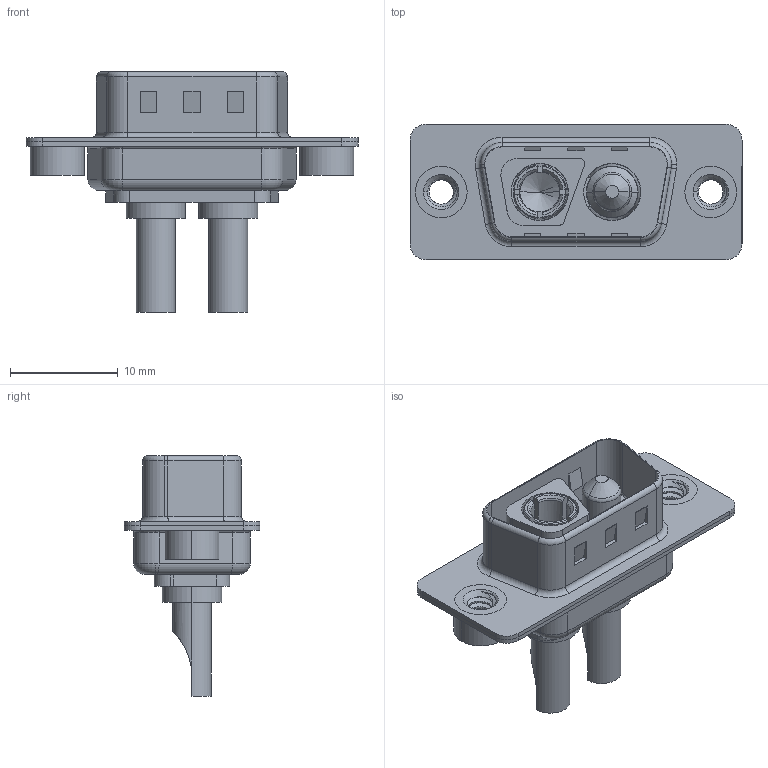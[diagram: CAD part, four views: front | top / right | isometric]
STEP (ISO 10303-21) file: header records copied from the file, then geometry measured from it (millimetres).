
FILE_DESCRIPTION (( 'STEP AP203' ), '1' );
FILE_NAME ('627-2WK2622-2N2.STEP', '2019-05-24T03:13:41', ( '' ), ( '' ), 'SwSTEP 2.0', 'SolidWorks 2016', '' );
FILE_SCHEMA (( 'CONFIG_CONTROL_DESIGN' ));
Length unit declared in the file: millimetre
Products named in the file (7): 627Combo Shell Front_09 Contacts; 627Combo Threaded Rivet_2; Power Socket_20A SC; Power Pin_20A SC; 627-2WK2622-2N2; 627Combo Housing_2WK2; 627Combo Shell Rear_09 Contacts
Assembly tree (7 placements, depth 2):
  627-2WK2622-2N2
    627Combo Housing_2WK2
    627Combo Shell Rear_09 Contacts
    627Combo Shell Front_09 Contacts
    627Combo Threaded Rivet_2  x2
    Power Socket_20A SC
    Power Pin_20A SC
Bounding box: 30.8 x 12.6 x 22.3 mm (x, y, z)
Volume: 1571.3 mm3; surface area: 4115.1 mm2
Topology: 9 solids, 9 shells, 441 faces, 1102 edges, 691 vertices
Faces by surface type: cylinder 182, plane 157, torus 56, cone 36, bspline 10
Entity records: 14648 total; most frequent: CARTESIAN_POINT 4015, DIRECTION 2155, ORIENTED_EDGE 2022, EDGE_CURVE 1011, AXIS2_PLACEMENT_3D 828, VERTEX_POINT 639, VECTOR 499, LINE 499
